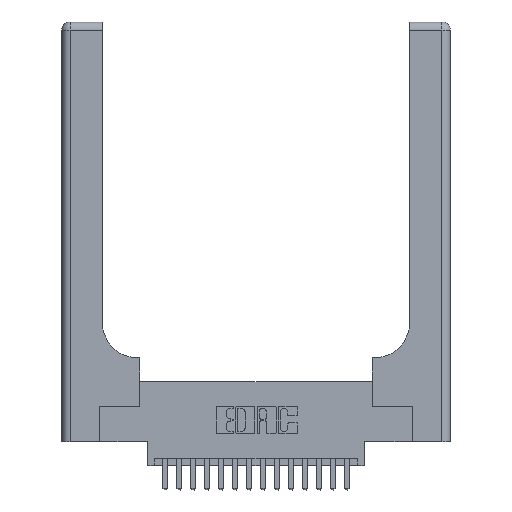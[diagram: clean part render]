
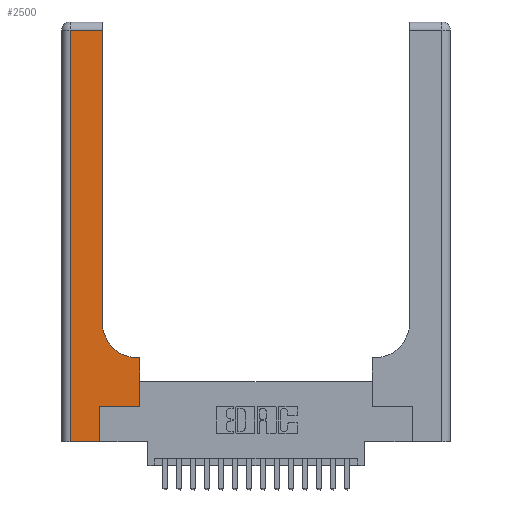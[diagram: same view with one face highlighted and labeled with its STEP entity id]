
A CAD part, top view. The second image highlights one B-rep face of the part: STEP entity #2500.
In plain terms, the highlighted planar face has unit normal (0, 0, 1).
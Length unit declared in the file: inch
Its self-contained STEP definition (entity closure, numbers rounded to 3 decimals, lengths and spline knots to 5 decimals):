
#183 = CARTESIAN_POINT ( 'NONE',  ( 0.269, 0.25, 0.37 ) ) ;
#190 = ORIENTED_EDGE ( 'NONE', *, *, #18483, .T. ) ;
#569 = CARTESIAN_POINT ( 'NONE',  ( 0.5585, 0.6, 0.37 ) ) ;
#629 = VERTEX_POINT ( 'NONE', #4087 ) ;
#700 = DIRECTION ( 'NONE',  ( -1., 0., 0. ) ) ;
#857 = DIRECTION ( 'NONE',  ( -1., 0., 0. ) ) ;
#1233 = CARTESIAN_POINT ( 'NONE',  ( 0.269, 0., 0.37 ) ) ;
#1343 = VERTEX_POINT ( 'NONE', #569 ) ;
#1431 = LINE ( 'NONE', #11870, #9356 ) ;
#1749 = DIRECTION ( 'NONE',  ( 1., 0., 0. ) ) ;
#2365 = EDGE_CURVE ( 'NONE', #16786, #1343, #19448, .T. ) ;
#2463 = EDGE_CURVE ( 'NONE', #629, #12439, #1431, .T. ) ;
#2500 = ADVANCED_FACE ( 'NONE', ( #8869 ), #4166, .F. ) ;
#2553 = CARTESIAN_POINT ( 'NONE',  ( 0., 3., 0.37 ) ) ;
#3349 = LINE ( 'NONE', #10184, #19826 ) ;
#3529 = EDGE_CURVE ( 'NONE', #13375, #16786, #8314, .T. ) ;
#4087 = CARTESIAN_POINT ( 'NONE',  ( 0.2915, 2.94, 0.37 ) ) ;
#4166 = PLANE ( 'NONE',  #5061 ) ;
#4372 = CIRCLE ( 'NONE', #17427, 0.25 ) ;
#4798 = CARTESIAN_POINT ( 'NONE',  ( 0.2915, 0.85, 0.37 ) ) ;
#4817 = EDGE_CURVE ( 'NONE', #1343, #13012, #3349, .T. ) ;
#5061 = AXIS2_PLACEMENT_3D ( 'NONE', #2553, #15042, #5768 ) ;
#5405 = LINE ( 'NONE', #12747, #13161 ) ;
#5768 = DIRECTION ( 'NONE',  ( -1., 0., 0. ) ) ;
#6278 = VECTOR ( 'NONE', #13158, 39.37008 ) ;
#6683 = EDGE_CURVE ( 'NONE', #15301, #629, #13724, .T. ) ;
#8314 = LINE ( 'NONE', #183, #16031 ) ;
#8477 = LINE ( 'NONE', #12691, #8977 ) ;
#8869 = FACE_OUTER_BOUND ( 'NONE', #15606, .T. ) ;
#8977 = VECTOR ( 'NONE', #1749, 39.37008 ) ;
#9099 = DIRECTION ( 'NONE',  ( 0., 0., -1. ) ) ;
#9156 = VECTOR ( 'NONE', #15420, 39.37008 ) ;
#9356 = VECTOR ( 'NONE', #857, 39.37008 ) ;
#10184 = CARTESIAN_POINT ( 'NONE',  ( 0.2915, 0.6, 0.37 ) ) ;
#10368 = ORIENTED_EDGE ( 'NONE', *, *, #4817, .T. ) ;
#10810 = CARTESIAN_POINT ( 'NONE',  ( 0.2915, 3., 0.37 ) ) ;
#10866 = ORIENTED_EDGE ( 'NONE', *, *, #12937, .T. ) ;
#11226 = DIRECTION ( 'NONE',  ( 1., 0., 0. ) ) ;
#11727 = VERTEX_POINT ( 'NONE', #13838 ) ;
#11870 = CARTESIAN_POINT ( 'NONE',  ( 0., 2.94, 0.37 ) ) ;
#12043 = EDGE_CURVE ( 'NONE', #19865, #13375, #18593, .T. ) ;
#12249 = ORIENTED_EDGE ( 'NONE', *, *, #2463, .T. ) ;
#12439 = VERTEX_POINT ( 'NONE', #18649 ) ;
#12691 = CARTESIAN_POINT ( 'NONE',  ( 0., 0., 0.37 ) ) ;
#12747 = CARTESIAN_POINT ( 'NONE',  ( 0.06, 3., 0.37 ) ) ;
#12937 = EDGE_CURVE ( 'NONE', #13012, #15301, #4372, .T. ) ;
#13012 = VERTEX_POINT ( 'NONE', #18380 ) ;
#13158 = DIRECTION ( 'NONE',  ( 0., 1., 0. ) ) ;
#13161 = VECTOR ( 'NONE', #15844, 39.37008 ) ;
#13215 = DIRECTION ( 'NONE',  ( 0., 1., 0. ) ) ;
#13375 = VERTEX_POINT ( 'NONE', #19294 ) ;
#13724 = LINE ( 'NONE', #10810, #9156 ) ;
#13838 = CARTESIAN_POINT ( 'NONE',  ( 0.06, 0., 0.37 ) ) ;
#14918 = ORIENTED_EDGE ( 'NONE', *, *, #6683, .T. ) ;
#15042 = DIRECTION ( 'NONE',  ( 0., 0., -1. ) ) ;
#15301 = VERTEX_POINT ( 'NONE', #4798 ) ;
#15420 = DIRECTION ( 'NONE',  ( 0., 1., 0. ) ) ;
#15606 = EDGE_LOOP ( 'NONE', ( #14918, #12249, #190, #18285, #18748, #20188, #16608, #10368, #10866 ) ) ;
#15844 = DIRECTION ( 'NONE',  ( 0., -1., 0. ) ) ;
#16031 = VECTOR ( 'NONE', #11226, 39.37008 ) ;
#16249 = CARTESIAN_POINT ( 'NONE',  ( 0.5585, 0.25, 0.37 ) ) ;
#16608 = ORIENTED_EDGE ( 'NONE', *, *, #2365, .T. ) ;
#16786 = VERTEX_POINT ( 'NONE', #16249 ) ;
#17427 = AXIS2_PLACEMENT_3D ( 'NONE', #18312, #9099, #19836 ) ;
#17735 = CARTESIAN_POINT ( 'NONE',  ( 0.269, 0., 0.37 ) ) ;
#18285 = ORIENTED_EDGE ( 'NONE', *, *, #19497, .T. ) ;
#18312 = CARTESIAN_POINT ( 'NONE',  ( 0.5415, 0.85, 0.37 ) ) ;
#18380 = CARTESIAN_POINT ( 'NONE',  ( 0.5415, 0.6, 0.37 ) ) ;
#18483 = EDGE_CURVE ( 'NONE', #12439, #11727, #5405, .T. ) ;
#18593 = LINE ( 'NONE', #17735, #6278 ) ;
#18649 = CARTESIAN_POINT ( 'NONE',  ( 0.06, 2.94, 0.37 ) ) ;
#18748 = ORIENTED_EDGE ( 'NONE', *, *, #12043, .T. ) ;
#18954 = VECTOR ( 'NONE', #13215, 39.37008 ) ;
#19294 = CARTESIAN_POINT ( 'NONE',  ( 0.269, 0.25, 0.37 ) ) ;
#19327 = CARTESIAN_POINT ( 'NONE',  ( 0.5585, 0.25, 0.37 ) ) ;
#19448 = LINE ( 'NONE', #19327, #18954 ) ;
#19497 = EDGE_CURVE ( 'NONE', #11727, #19865, #8477, .T. ) ;
#19826 = VECTOR ( 'NONE', #700, 39.37008 ) ;
#19836 = DIRECTION ( 'NONE',  ( 1., 0., 0. ) ) ;
#19865 = VERTEX_POINT ( 'NONE', #1233 ) ;
#20188 = ORIENTED_EDGE ( 'NONE', *, *, #3529, .T. ) ;
